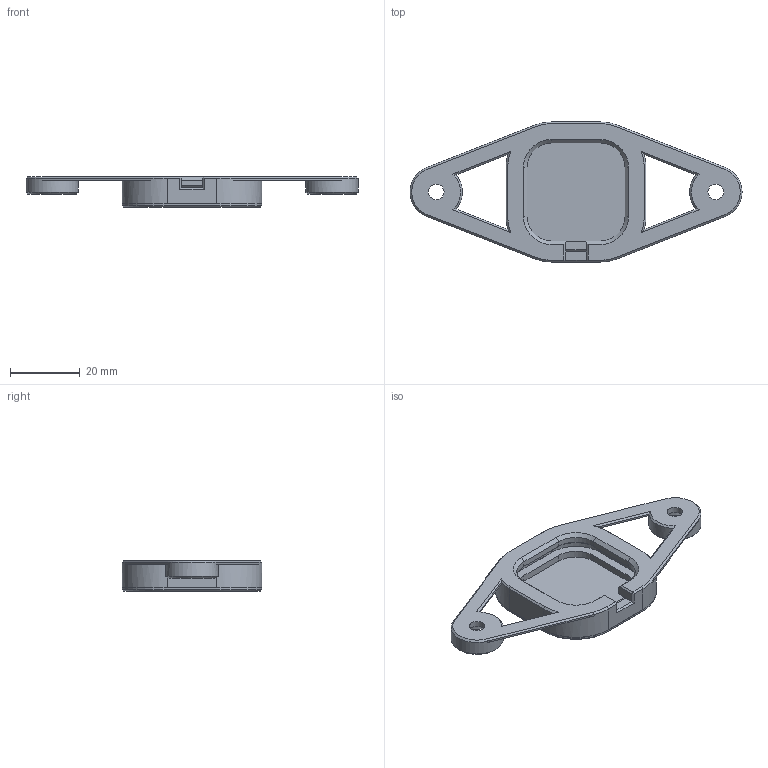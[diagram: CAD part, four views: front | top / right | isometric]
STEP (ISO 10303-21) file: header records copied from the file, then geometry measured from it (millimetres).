
FILE_DESCRIPTION(/* description */ (''),/* implementation_level */ '2;1');
FILE_NAME(/* name */ 'Load Cell Mount.step',/* time_stamp */ '2023-11-26T22:30:26+01:00',/* author */ (''),/* organization */ (''),/* preprocessor_version */ 'ST-DEVELOPER v20',/* originating_system */ 'Autodesk Translation Framework v12.14.0.127',/* authorisation */ '');
FILE_SCHEMA (('AUTOMOTIVE_DESIGN { 1 0 10303 214 3 1 1 }'));
Length unit declared in the file: millimetre
Products named in the file (4): Load Cell Mount; Load Cell Mount_1; Case; Lid
Assembly tree (3 placements, depth 3):
  Load Cell Mount
    Load Cell Mount_1
      Case
      Lid
Bounding box: 95.1 x 40.1 x 8.85 mm (x, y, z)
Volume: 7687.2 mm3; surface area: 8701.8 mm2
Topology: 2 solids, 2 shells, 203 faces, 524 edges, 324 vertices
Faces by surface type: plane 139, cone 36, cylinder 28
Full cylindrical faces by diameter (mm): 4.5 x2, 15 x2
Entity records: 6198 total; most frequent: CARTESIAN_POINT 1082, ORIENTED_EDGE 1048, DIRECTION 1044, EDGE_CURVE 524, LINE 408, VECTOR 408, VERTEX_POINT 324, AXIS2_PLACEMENT_3D 318
